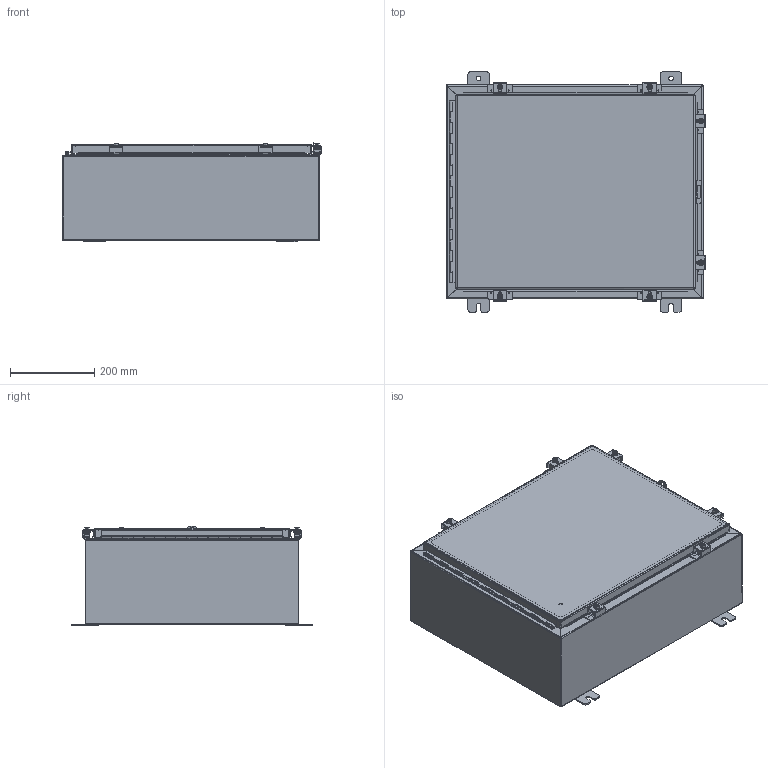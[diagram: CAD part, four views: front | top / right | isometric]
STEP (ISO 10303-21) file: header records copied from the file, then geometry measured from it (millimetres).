
FILE_DESCRIPTION (( 'STEP AP214' ), '1' );
FILE_NAME ('SSN4202408A.STEP', '2016-02-09T19:58:13', ( '' ), ( '' ), 'SwSTEP 2.0', 'SolidWorks 2014', '' );
FILE_SCHEMA (( 'AUTOMOTIVE_DESIGN' ));
Length unit declared in the file: inch
Products named in the file (19): 30824-1; 38859; 32874-20; 32874-20P; 32874-20L; 32874-20T; SSN42024ALID; 38846; 18x22; 32912; SSN4202408ABKP; 38412; 34871; SSN4202408A; 30818; 30824; 30824-4; 30824-3; 30824-2
Assembly tree (34 placements, depth 3):
  SSN4202408A
    34871  x4
    38412
    SSN4202408ABKP
    32912
    18x22
    38846
    SSN42024ALID
    32874-20
      32874-20T
      32874-20L
      32874-20P
    38859  x4
    30824  x6
      30824-1
      30824-2
      30824-3
      30824-4
    30818  x6
Bounding box: 615.08 x 571.5 x 237.62 mm (x, y, z)
Volume: 2507125.4 mm3; surface area: 2583137.9 mm2
Topology: 47 solids, 47 shells, 1796 faces, 4631 edges, 2966 vertices
Faces by surface type: cylinder 774, plane 697, bspline 177, torus 76, cone 36, sphere 36
Entity records: 35791 total; most frequent: CARTESIAN_POINT 10141, ORIENTED_EDGE 3960, DIRECTION 3938, EDGE_CURVE 1980, AXIS2_PLACEMENT_3D 1374, VERTEX_POINT 1252, VECTOR 1190, LINE 1190
